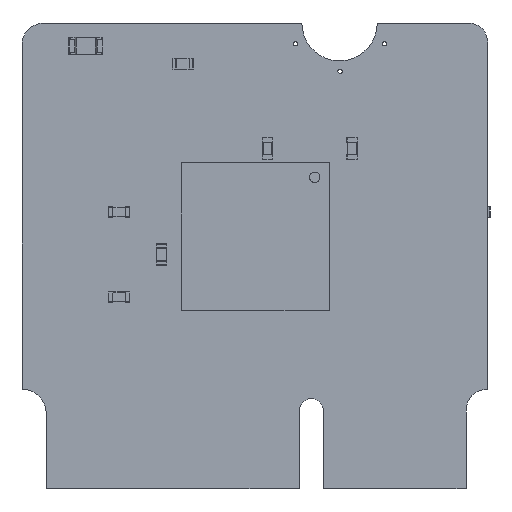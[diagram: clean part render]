
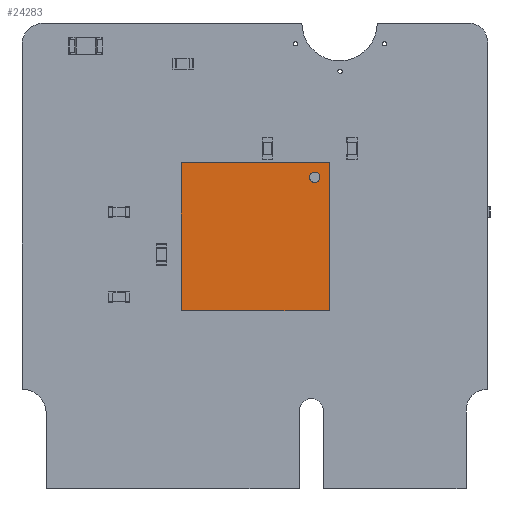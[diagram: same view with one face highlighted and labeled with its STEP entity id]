
A CAD part, top view. The second image highlights one B-rep face of the part: STEP entity #24283.
In plain terms, the highlighted planar face has unit normal (0, 0, 1).
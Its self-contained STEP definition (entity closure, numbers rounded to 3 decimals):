
#354 = PLANE('',#355);
#355 = AXIS2_PLACEMENT_3D('',#356,#357,#358);
#356 = CARTESIAN_POINT('',(-3.49,3.49,0.02));
#357 = DIRECTION('',(0.,-1.,0.));
#358 = DIRECTION('',(0.,0.,1.));
#635 = PLANE('',#636);
#636 = AXIS2_PLACEMENT_3D('',#637,#638,#639);
#637 = CARTESIAN_POINT('',(-3.49,3.49,0.02));
#638 = DIRECTION('',(1.,0.,0.));
#639 = DIRECTION('',(0.,0.,1.));
#2231 = PLANE('',#2232);
#2232 = AXIS2_PLACEMENT_3D('',#2233,#2234,#2235);
#2233 = CARTESIAN_POINT('',(-3.49,-3.49,0.02));
#2234 = DIRECTION('',(0.,-1.,0.));
#2235 = DIRECTION('',(0.,0.,1.));
#3827 = PLANE('',#3828);
#3828 = AXIS2_PLACEMENT_3D('',#3829,#3830,#3831);
#3829 = CARTESIAN_POINT('',(3.49,3.49,0.02));
#3830 = DIRECTION('',(1.,0.,0.));
#3831 = DIRECTION('',(0.,0.,1.));
#7030 = EDGE_CURVE('',#7031,#7033,#7035,.T.);
#7031 = VERTEX_POINT('',#7032);
#7032 = CARTESIAN_POINT('',(-3.49,3.49,0.92));
#7033 = VERTEX_POINT('',#7034);
#7034 = CARTESIAN_POINT('',(3.49,3.49,0.92));
#7035 = SURFACE_CURVE('',#7036,(#7040,#7047),.PCURVE_S1.);
#7036 = LINE('',#7037,#7038);
#7037 = CARTESIAN_POINT('',(-3.49,3.49,0.92));
#7038 = VECTOR('',#7039,1.);
#7039 = DIRECTION('',(1.,0.,0.));
#7040 = PCURVE('',#354,#7041);
#7041 = DEFINITIONAL_REPRESENTATION('',(#7042),#7046);
#7042 = LINE('',#7043,#7044);
#7043 = CARTESIAN_POINT('',(0.9,0.));
#7044 = VECTOR('',#7045,1.);
#7045 = DIRECTION('',(0.,-1.));
#7046 = ( GEOMETRIC_REPRESENTATION_CONTEXT(2) 
PARAMETRIC_REPRESENTATION_CONTEXT() REPRESENTATION_CONTEXT('2D SPACE',''
  ) );
#7047 = PCURVE('',#7048,#7053);
#7048 = PLANE('',#7049);
#7049 = AXIS2_PLACEMENT_3D('',#7050,#7051,#7052);
#7050 = CARTESIAN_POINT('',(-3.49,3.49,0.92));
#7051 = DIRECTION('',(0.,0.,1.));
#7052 = DIRECTION('',(0.,-1.,0.));
#7053 = DEFINITIONAL_REPRESENTATION('',(#7054),#7058);
#7054 = LINE('',#7055,#7056);
#7055 = CARTESIAN_POINT('',(0.,0.));
#7056 = VECTOR('',#7057,1.);
#7057 = DIRECTION('',(0.,1.));
#7058 = ( GEOMETRIC_REPRESENTATION_CONTEXT(2) 
PARAMETRIC_REPRESENTATION_CONTEXT() REPRESENTATION_CONTEXT('2D SPACE',''
  ) );
#8088 = EDGE_CURVE('',#7031,#8089,#8091,.T.);
#8089 = VERTEX_POINT('',#8090);
#8090 = CARTESIAN_POINT('',(-3.49,-3.49,0.92));
#8091 = SURFACE_CURVE('',#8092,(#8096,#8103),.PCURVE_S1.);
#8092 = LINE('',#8093,#8094);
#8093 = CARTESIAN_POINT('',(-3.49,3.49,0.92));
#8094 = VECTOR('',#8095,1.);
#8095 = DIRECTION('',(0.,-1.,0.));
#8096 = PCURVE('',#635,#8097);
#8097 = DEFINITIONAL_REPRESENTATION('',(#8098),#8102);
#8098 = LINE('',#8099,#8100);
#8099 = CARTESIAN_POINT('',(0.9,0.));
#8100 = VECTOR('',#8101,1.);
#8101 = DIRECTION('',(0.,1.));
#8102 = ( GEOMETRIC_REPRESENTATION_CONTEXT(2) 
PARAMETRIC_REPRESENTATION_CONTEXT() REPRESENTATION_CONTEXT('2D SPACE',''
  ) );
#8103 = PCURVE('',#7048,#8104);
#8104 = DEFINITIONAL_REPRESENTATION('',(#8105),#8109);
#8105 = LINE('',#8106,#8107);
#8106 = CARTESIAN_POINT('',(0.,0.));
#8107 = VECTOR('',#8108,1.);
#8108 = DIRECTION('',(1.,0.));
#8109 = ( GEOMETRIC_REPRESENTATION_CONTEXT(2) 
PARAMETRIC_REPRESENTATION_CONTEXT() REPRESENTATION_CONTEXT('2D SPACE',''
  ) );
#15423 = EDGE_CURVE('',#7033,#15424,#15426,.T.);
#15424 = VERTEX_POINT('',#15425);
#15425 = CARTESIAN_POINT('',(3.49,-3.49,0.92));
#15426 = SURFACE_CURVE('',#15427,(#15431,#15438),.PCURVE_S1.);
#15427 = LINE('',#15428,#15429);
#15428 = CARTESIAN_POINT('',(3.49,3.49,0.92));
#15429 = VECTOR('',#15430,1.);
#15430 = DIRECTION('',(0.,-1.,0.));
#15431 = PCURVE('',#3827,#15432);
#15432 = DEFINITIONAL_REPRESENTATION('',(#15433),#15437);
#15433 = LINE('',#15434,#15435);
#15434 = CARTESIAN_POINT('',(0.9,0.));
#15435 = VECTOR('',#15436,1.);
#15436 = DIRECTION('',(0.,1.));
#15437 = ( GEOMETRIC_REPRESENTATION_CONTEXT(2) 
PARAMETRIC_REPRESENTATION_CONTEXT() REPRESENTATION_CONTEXT('2D SPACE',''
  ) );
#15438 = PCURVE('',#7048,#15439);
#15439 = DEFINITIONAL_REPRESENTATION('',(#15440),#15444);
#15440 = LINE('',#15441,#15442);
#15441 = CARTESIAN_POINT('',(0.,6.98));
#15442 = VECTOR('',#15443,1.);
#15443 = DIRECTION('',(1.,0.));
#15444 = ( GEOMETRIC_REPRESENTATION_CONTEXT(2) 
PARAMETRIC_REPRESENTATION_CONTEXT() REPRESENTATION_CONTEXT('2D SPACE',''
  ) );
#16492 = EDGE_CURVE('',#8089,#15424,#16493,.T.);
#16493 = SURFACE_CURVE('',#16494,(#16498,#16505),.PCURVE_S1.);
#16494 = LINE('',#16495,#16496);
#16495 = CARTESIAN_POINT('',(-3.49,-3.49,0.92));
#16496 = VECTOR('',#16497,1.);
#16497 = DIRECTION('',(1.,0.,0.));
#16498 = PCURVE('',#2231,#16499);
#16499 = DEFINITIONAL_REPRESENTATION('',(#16500),#16504);
#16500 = LINE('',#16501,#16502);
#16501 = CARTESIAN_POINT('',(0.9,0.));
#16502 = VECTOR('',#16503,1.);
#16503 = DIRECTION('',(0.,-1.));
#16504 = ( GEOMETRIC_REPRESENTATION_CONTEXT(2) 
PARAMETRIC_REPRESENTATION_CONTEXT() REPRESENTATION_CONTEXT('2D SPACE',''
  ) );
#16505 = PCURVE('',#7048,#16506);
#16506 = DEFINITIONAL_REPRESENTATION('',(#16507),#16511);
#16507 = LINE('',#16508,#16509);
#16508 = CARTESIAN_POINT('',(6.98,0.));
#16509 = VECTOR('',#16510,1.);
#16510 = DIRECTION('',(0.,1.));
#16511 = ( GEOMETRIC_REPRESENTATION_CONTEXT(2) 
PARAMETRIC_REPRESENTATION_CONTEXT() REPRESENTATION_CONTEXT('2D SPACE',''
  ) );
#24283 = ADVANCED_FACE('',(#24284,#24290),#7048,.T.);
#24284 = FACE_BOUND('',#24285,.T.);
#24285 = EDGE_LOOP('',(#24286,#24287,#24288,#24289));
#24286 = ORIENTED_EDGE('',*,*,#7030,.F.);
#24287 = ORIENTED_EDGE('',*,*,#8088,.T.);
#24288 = ORIENTED_EDGE('',*,*,#16492,.T.);
#24289 = ORIENTED_EDGE('',*,*,#15423,.F.);
#24290 = FACE_BOUND('',#24291,.T.);
#24291 = EDGE_LOOP('',(#24292));
#24292 = ORIENTED_EDGE('',*,*,#24293,.T.);
#24293 = EDGE_CURVE('',#24294,#24294,#24296,.T.);
#24294 = VERTEX_POINT('',#24295);
#24295 = CARTESIAN_POINT('',(-2.8,2.55,0.92));
#24296 = SURFACE_CURVE('',#24297,(#24302,#24313),.PCURVE_S1.);
#24297 = CIRCLE('',#24298,0.25);
#24298 = AXIS2_PLACEMENT_3D('',#24299,#24300,#24301);
#24299 = CARTESIAN_POINT('',(-2.8,2.8,0.92));
#24300 = DIRECTION('',(0.,0.,-1.));
#24301 = DIRECTION('',(0.,-1.,0.));
#24302 = PCURVE('',#7048,#24303);
#24303 = DEFINITIONAL_REPRESENTATION('',(#24304),#24312);
#24304 = ( BOUNDED_CURVE() B_SPLINE_CURVE(2,(#24305,#24306,#24307,#24308
    ,#24309,#24310,#24311),.UNSPECIFIED.,.T.,.F.) 
B_SPLINE_CURVE_WITH_KNOTS((1,2,2,2,2,1),(-2.094,0.,
    2.094,4.189,6.283,8.378),
.UNSPECIFIED.) CURVE() GEOMETRIC_REPRESENTATION_ITEM() 
RATIONAL_B_SPLINE_CURVE((1.,0.5,1.,0.5,1.,0.5,1.)) REPRESENTATION_ITEM(
  '') );
#24305 = CARTESIAN_POINT('',(0.94,0.69));
#24306 = CARTESIAN_POINT('',(0.94,0.257));
#24307 = CARTESIAN_POINT('',(0.565,0.473));
#24308 = CARTESIAN_POINT('',(0.19,0.69));
#24309 = CARTESIAN_POINT('',(0.565,0.907));
#24310 = CARTESIAN_POINT('',(0.94,1.123));
#24311 = CARTESIAN_POINT('',(0.94,0.69));
#24312 = ( GEOMETRIC_REPRESENTATION_CONTEXT(2) 
PARAMETRIC_REPRESENTATION_CONTEXT() REPRESENTATION_CONTEXT('2D SPACE',''
  ) );
#24313 = PCURVE('',#24314,#24319);
#24314 = CYLINDRICAL_SURFACE('',#24315,0.25);
#24315 = AXIS2_PLACEMENT_3D('',#24316,#24317,#24318);
#24316 = CARTESIAN_POINT('',(-2.8,2.8,0.93));
#24317 = DIRECTION('',(0.,0.,-1.));
#24318 = DIRECTION('',(0.,-1.,0.));
#24319 = DEFINITIONAL_REPRESENTATION('',(#24320),#24324);
#24320 = LINE('',#24321,#24322);
#24321 = CARTESIAN_POINT('',(0.,0.01));
#24322 = VECTOR('',#24323,1.);
#24323 = DIRECTION('',(1.,0.));
#24324 = ( GEOMETRIC_REPRESENTATION_CONTEXT(2) 
PARAMETRIC_REPRESENTATION_CONTEXT() REPRESENTATION_CONTEXT('2D SPACE',''
  ) );
